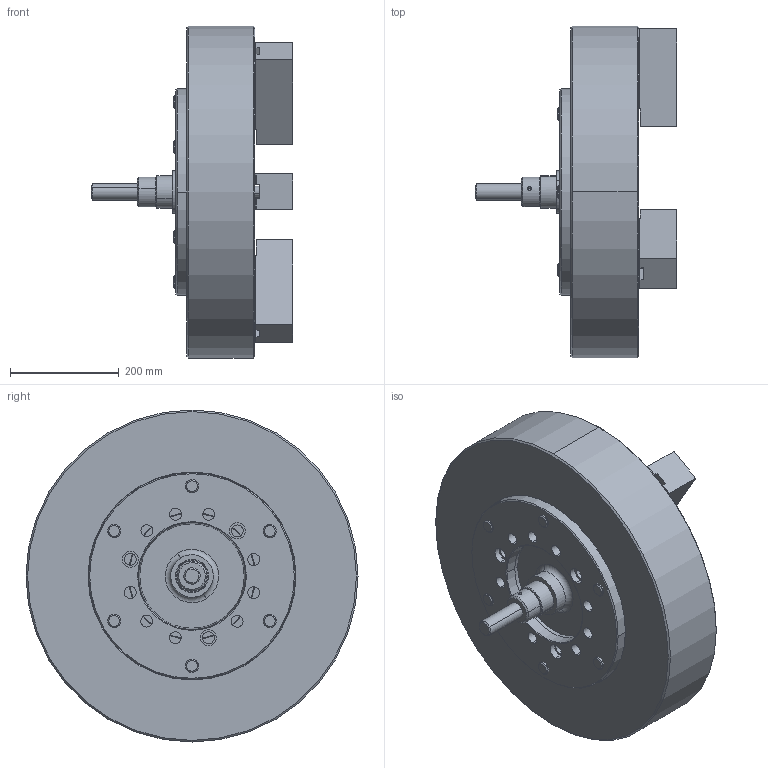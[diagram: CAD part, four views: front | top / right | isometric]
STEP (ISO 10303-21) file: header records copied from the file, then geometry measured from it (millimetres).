
FILE_DESCRIPTION (( 'STEP AP203' ), '1' );
FILE_NAME ('CF-3P-224A11.STEP', '2020-01-08T00:58:38', ( 'temp' ), ( '' ), 'SwSTEP 2.0', 'SolidWorks 2016', '' );
FILE_SCHEMA (( 'CONFIG_CONTROL_DESIGN' ));
Length unit declared in the file: millimetre
Products named in the file (11): 3P-21-09000-A11法蘭; CF-3P-224-02000; CF-3P-224A11; SJ-21; CF-3P-224-04000; 圓頭內六角螺栓_M20x60; 圓頭內六角螺栓_M24x120; 3P-15-05000; 3P-15-06000; 圓頭內六角螺栓_M30x125(全牙); CF-3P-224-01000
Assembly tree (22 placements, depth 2):
  CF-3P-224A11
    CF-3P-224-01000
    CF-3P-224-02000
    SJ-21  x3
    CF-3P-224-04000
    圓頭內六角螺栓_M20x60  x6
    圓頭內六角螺栓_M24x120  x6
    3P-15-05000
    3P-15-06000
    圓頭內六角螺栓_M30x125(全牙)
    3P-21-09000-A11法蘭
Bounding box: 371 x 610 x 610 mm (x, y, z)
Volume: 38550161 mm3; surface area: 1815803.8 mm2
Topology: 22 solids, 22 shells, 2471 faces, 6924 edges, 4537 vertices
Faces by surface type: plane 1766, cylinder 504, cone 189, torus 12
Entity records: 33004 total; most frequent: CARTESIAN_POINT 5779, ORIENTED_EDGE 5400, DIRECTION 5367, EDGE_CURVE 2700, LINE 1933, VECTOR 1933, VERTEX_POINT 1765, AXIS2_PLACEMENT_3D 1717
